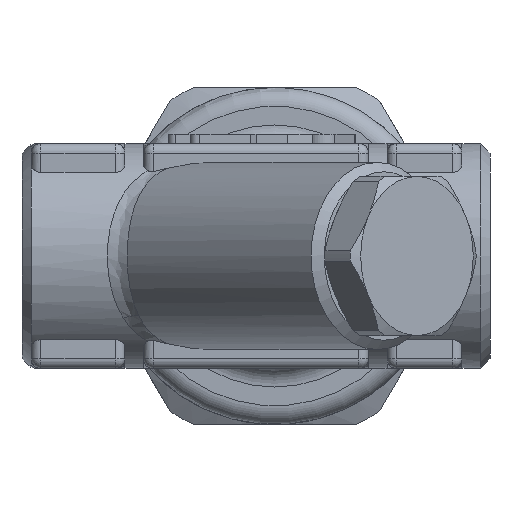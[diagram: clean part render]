
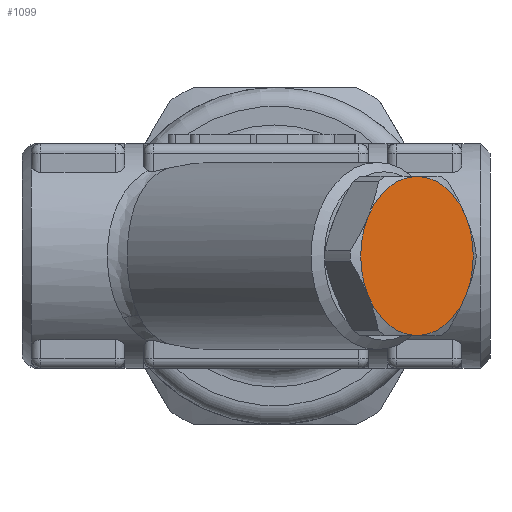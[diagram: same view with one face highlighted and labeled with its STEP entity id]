
A CAD part, front view. The second image highlights one B-rep face of the part: STEP entity #1099.
In plain terms, the highlighted planar face has unit normal (0.707, -0.707, 0).
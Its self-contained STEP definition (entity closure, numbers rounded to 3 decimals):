
#229=CARTESIAN_POINT('',(20.404,-24.493,-4.25));
#230=VERTEX_POINT('',#229);
#253=CARTESIAN_POINT('',(20.404,-24.493,4.25));
#254=VERTEX_POINT('',#253);
#268=CARTESIAN_POINT('',(15.198,-29.698,0.0));
#269=DIRECTION('',(0.707,-0.707,0.));
#270=DIRECTION('',(-0.707,-0.707,0.0));
#271=AXIS2_PLACEMENT_3D('',#268,#269,#270);
#272=CIRCLE('',#271,8.5);
#273=EDGE_CURVE('',#230,#254,#272,.T.);
#283=CARTESIAN_POINT('',(15.198,-29.698,8.5));
#284=VERTEX_POINT('',#283);
#300=CARTESIAN_POINT('',(15.198,-29.698,0.0));
#301=DIRECTION('',(0.707,-0.707,0.));
#302=DIRECTION('',(-0.707,-0.707,0.0));
#303=AXIS2_PLACEMENT_3D('',#300,#301,#302);
#304=CIRCLE('',#303,8.5);
#305=EDGE_CURVE('',#254,#284,#304,.T.);
#339=CARTESIAN_POINT('',(15.198,-29.698,-8.5));
#340=VERTEX_POINT('',#339);
#376=CARTESIAN_POINT('',(15.198,-29.698,0.0));
#377=DIRECTION('',(0.707,-0.707,0.));
#378=DIRECTION('',(-0.707,-0.707,0.0));
#379=AXIS2_PLACEMENT_3D('',#376,#377,#378);
#380=CIRCLE('',#379,8.5);
#381=EDGE_CURVE('',#340,#230,#380,.T.);
#393=CARTESIAN_POINT('',(9.993,-34.904,-4.25));
#394=VERTEX_POINT('',#393);
#430=CARTESIAN_POINT('',(15.198,-29.698,0.0));
#431=DIRECTION('',(0.707,-0.707,0.));
#432=DIRECTION('',(-0.707,-0.707,0.0));
#433=AXIS2_PLACEMENT_3D('',#430,#431,#432);
#434=CIRCLE('',#433,8.5);
#435=EDGE_CURVE('',#394,#340,#434,.T.);
#445=CARTESIAN_POINT('',(9.993,-34.904,4.25));
#446=VERTEX_POINT('',#445);
#462=CARTESIAN_POINT('',(15.198,-29.698,0.0));
#463=DIRECTION('',(0.707,-0.707,0.));
#464=DIRECTION('',(-0.707,-0.707,0.0));
#465=AXIS2_PLACEMENT_3D('',#462,#463,#464);
#466=CIRCLE('',#465,8.5);
#467=EDGE_CURVE('',#284,#446,#466,.T.);
#536=CARTESIAN_POINT('',(15.198,-29.698,0.0));
#537=DIRECTION('',(0.707,-0.707,0.));
#538=DIRECTION('',(-0.707,-0.707,0.0));
#539=AXIS2_PLACEMENT_3D('',#536,#537,#538);
#540=CIRCLE('',#539,8.5);
#541=EDGE_CURVE('',#446,#394,#540,.T.);
#1086=CARTESIAN_POINT('',(15.198,-29.698,0.));
#1087=DIRECTION('',(0.707,-0.707,0.));
#1088=DIRECTION('',(0.0,0.0,-1.0));
#1089=AXIS2_PLACEMENT_3D('',#1086,#1087,#1088);
#1090=PLANE('',#1089);
#1091=ORIENTED_EDGE('',*,*,#305,.T.);
#1092=ORIENTED_EDGE('',*,*,#467,.T.);
#1093=ORIENTED_EDGE('',*,*,#541,.T.);
#1094=ORIENTED_EDGE('',*,*,#435,.T.);
#1095=ORIENTED_EDGE('',*,*,#381,.T.);
#1096=ORIENTED_EDGE('',*,*,#273,.T.);
#1097=EDGE_LOOP('',(#1091,#1092,#1093,#1094,#1095,#1096));
#1098=FACE_OUTER_BOUND('',#1097,.T.);
#1099=ADVANCED_FACE('',(#1098),#1090,.T.);
